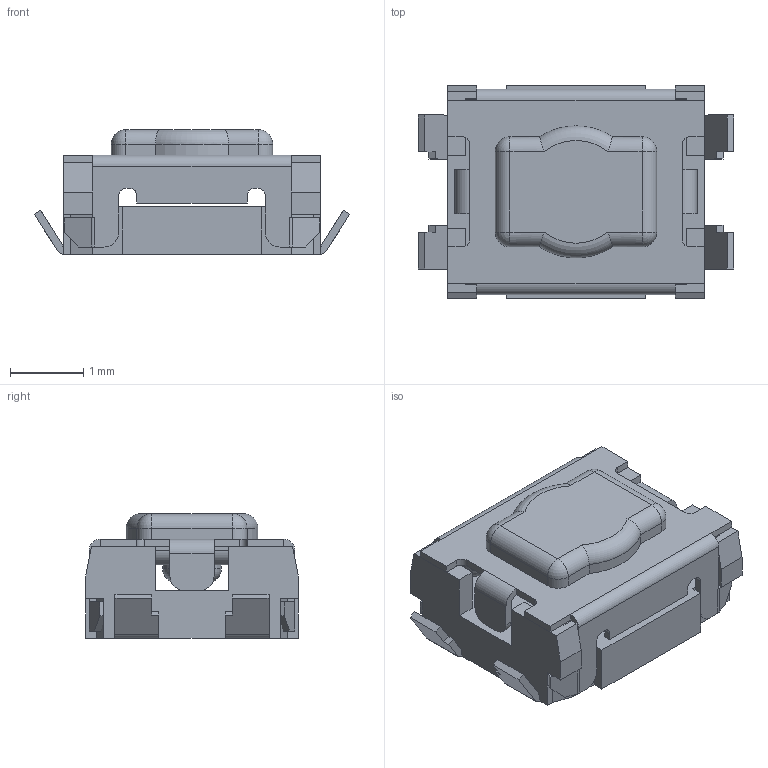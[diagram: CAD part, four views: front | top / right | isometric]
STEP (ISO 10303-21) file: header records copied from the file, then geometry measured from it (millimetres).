
FILE_DESCRIPTION( ( 'Unknown' ), '1' );
FILE_NAME( '434153017836.stp', 'Unknown', ( 'Unknown' ), ( 'Unknown' ), 'PSStep 16.0.42', 'Unknown', ' ' );
FILE_SCHEMA( ( 'AUTOMOTIVE_DESIGN { 1 0 10303 214 1 1 1 1 }' ) );
Length unit declared in the file: millimetre
Products named in the file (6): Assem1; Frame; Cover; Stem; Terminal_l; Terminal_r
Assembly tree (7 placements, depth 2):
  Assem1
    Frame
    Cover
    Stem
    Terminal_l  x2
    Terminal_r  x2
Bounding box: 4.29 x 2.9 x 1.7 mm (x, y, z)
Volume: 11 mm3; surface area: 81 mm2
Topology: 7 solids, 7 shells, 300 faces, 798 edges, 504 vertices
Faces by surface type: plane 214, cylinder 73, sphere 10, torus 3
Full cylindrical faces by diameter (mm): 0.8 x1
Entity records: 10804 total; most frequent: CARTESIAN_POINT 1504, ORIENTED_EDGE 1462, DIRECTION 1438, EDGE_CURVE 731, LINE 588, VECTOR 588, VERTEX_POINT 467, AXIS2_PLACEMENT_3D 425
